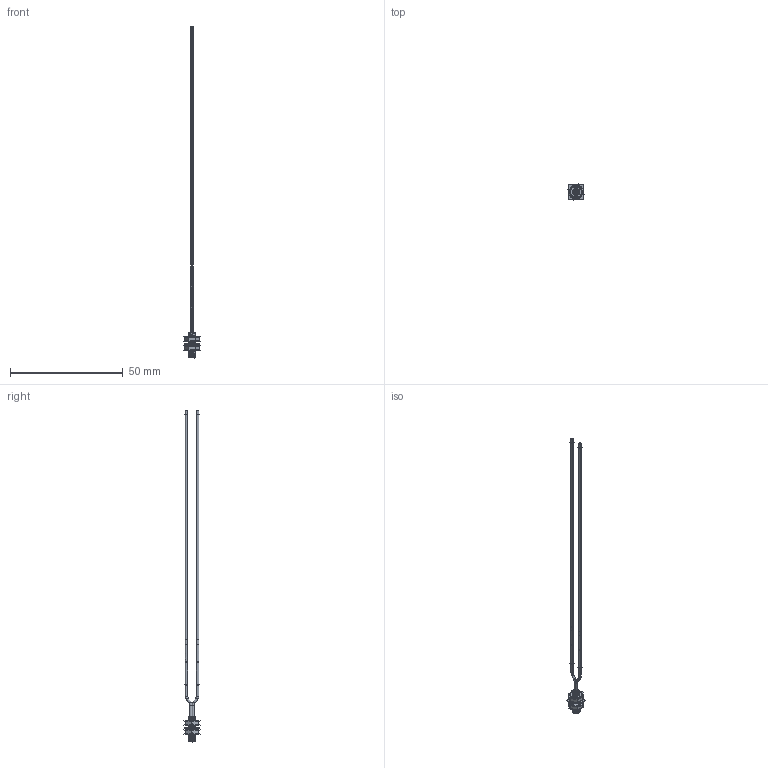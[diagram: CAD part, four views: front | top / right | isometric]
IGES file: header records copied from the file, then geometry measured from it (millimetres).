
Start section:  PTC IGES file: 161879.igs
Global section: file name: 161879.igs; native system: Creo Parametric by Parametric Technology Corporation; preprocessor: 2013230; author: pdmadmin; organization: Unknown; date: 20160105.123000; units: millimetre
Bounding box: 7.1 x 7.1 x 147.38 mm (x, y, z)
Volume: 356.5 mm3; surface area: 10499.3 mm2
Topology: 10 solids, 14 shells, 436 faces, 2252 edges, 2910 vertices
Faces by surface type: revolution 296, bspline 140
